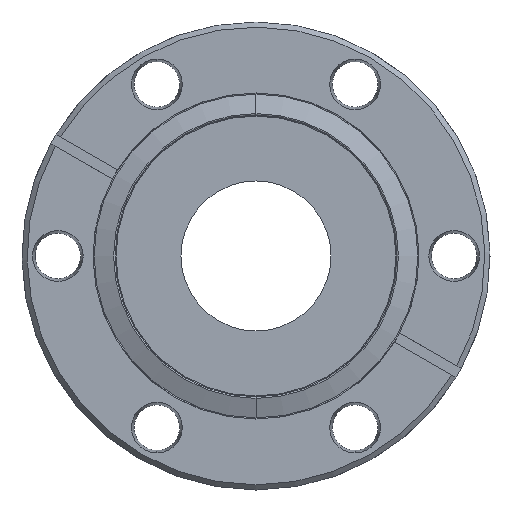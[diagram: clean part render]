
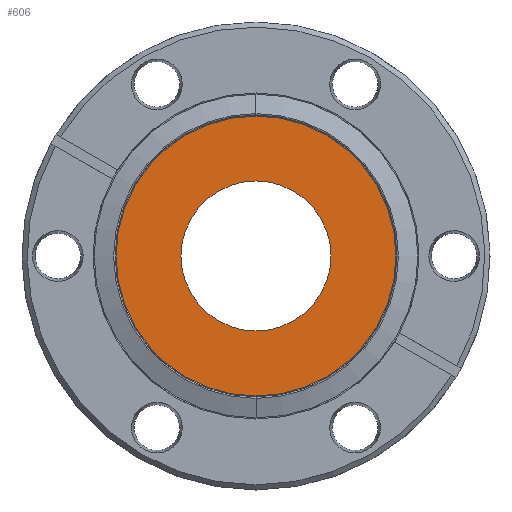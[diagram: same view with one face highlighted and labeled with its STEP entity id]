
A CAD part, left-side view. The second image highlights one B-rep face of the part: STEP entity #606.
In plain terms, the highlighted planar face has unit normal (-1, 0, 0).
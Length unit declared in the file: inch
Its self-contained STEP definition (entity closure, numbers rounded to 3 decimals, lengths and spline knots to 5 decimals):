
#7 = VERTEX_POINT ( 'NONE', #2091 ) ;
#78 = CIRCLE ( 'NONE', #1317, 0.8164 ) ;
#107 = DIRECTION ( 'NONE',  ( -1., 0., 0. ) ) ;
#155 = DIRECTION ( 'NONE',  ( 1., 0., 0. ) ) ;
#165 = CARTESIAN_POINT ( 'NONE',  ( 0.051, 0., 0.8164 ) ) ;
#172 = CIRCLE ( 'NONE', #319, 0.8164 ) ;
#288 = DIRECTION ( 'NONE',  ( 0., 0., 1. ) ) ;
#319 = AXIS2_PLACEMENT_3D ( 'NONE', #2099, #873, #1401 ) ;
#354 = CIRCLE ( 'NONE', #709, 0.4375 ) ;
#365 = CARTESIAN_POINT ( 'NONE',  ( 0.051, 0., 0.4375 ) ) ;
#389 = EDGE_CURVE ( 'NONE', #948, #813, #172, .T. ) ;
#411 = CARTESIAN_POINT ( 'NONE',  ( 0.051, 0., -0.8164 ) ) ;
#549 = DIRECTION ( 'NONE',  ( -1., 0., 0. ) ) ;
#571 = EDGE_CURVE ( 'NONE', #1673, #7, #354, .T. ) ;
#606 = ADVANCED_FACE ( 'NONE', ( #988, #804 ), #1481, .F. ) ;
#702 = CARTESIAN_POINT ( 'NONE',  ( 0.051, 0., 0. ) ) ;
#709 = AXIS2_PLACEMENT_3D ( 'NONE', #1296, #107, #288 ) ;
#712 = AXIS2_PLACEMENT_3D ( 'NONE', #2201, #155, #2040 ) ;
#804 = FACE_BOUND ( 'NONE', #1837, .T. ) ;
#813 = VERTEX_POINT ( 'NONE', #165 ) ;
#873 = DIRECTION ( 'NONE',  ( -1., 0., 0. ) ) ;
#883 = ORIENTED_EDGE ( 'NONE', *, *, #389, .T. ) ;
#901 = ORIENTED_EDGE ( 'NONE', *, *, #571, .F. ) ;
#948 = VERTEX_POINT ( 'NONE', #411 ) ;
#988 = FACE_OUTER_BOUND ( 'NONE', #1515, .T. ) ;
#1079 = EDGE_CURVE ( 'NONE', #7, #1673, #2057, .T. ) ;
#1115 = DIRECTION ( 'NONE',  ( 0., 0., 1. ) ) ;
#1155 = DIRECTION ( 'NONE',  ( -1., 0., 0. ) ) ;
#1186 = AXIS2_PLACEMENT_3D ( 'NONE', #1831, #1155, #1115 ) ;
#1193 = EDGE_CURVE ( 'NONE', #813, #948, #78, .T. ) ;
#1296 = CARTESIAN_POINT ( 'NONE',  ( 0.051, 0., 0. ) ) ;
#1317 = AXIS2_PLACEMENT_3D ( 'NONE', #702, #549, #1335 ) ;
#1335 = DIRECTION ( 'NONE',  ( 0., 0., -1. ) ) ;
#1401 = DIRECTION ( 'NONE',  ( 0., 0., -1. ) ) ;
#1469 = ORIENTED_EDGE ( 'NONE', *, *, #1193, .T. ) ;
#1481 = PLANE ( 'NONE',  #712 ) ;
#1515 = EDGE_LOOP ( 'NONE', ( #883, #1469 ) ) ;
#1673 = VERTEX_POINT ( 'NONE', #365 ) ;
#1831 = CARTESIAN_POINT ( 'NONE',  ( 0.051, 0., 0. ) ) ;
#1837 = EDGE_LOOP ( 'NONE', ( #901, #2053 ) ) ;
#2040 = DIRECTION ( 'NONE',  ( 0., 0., -1. ) ) ;
#2053 = ORIENTED_EDGE ( 'NONE', *, *, #1079, .F. ) ;
#2057 = CIRCLE ( 'NONE', #1186, 0.4375 ) ;
#2091 = CARTESIAN_POINT ( 'NONE',  ( 0.051, 0., -0.4375 ) ) ;
#2099 = CARTESIAN_POINT ( 'NONE',  ( 0.051, 0., 0. ) ) ;
#2201 = CARTESIAN_POINT ( 'NONE',  ( 0.051, 0.82059, 0. ) ) ;
